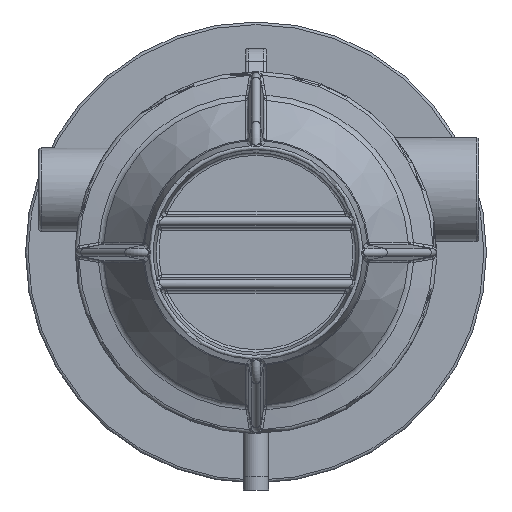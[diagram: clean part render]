
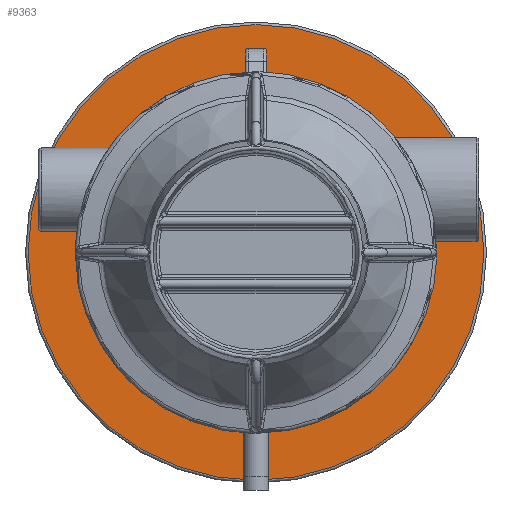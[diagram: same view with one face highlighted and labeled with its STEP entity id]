
A CAD part, front view. The second image highlights one B-rep face of the part: STEP entity #9363.
In plain terms, the highlighted planar face has unit normal (0, -1, 0).
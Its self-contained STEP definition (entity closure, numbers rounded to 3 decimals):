
#9363=ADVANCED_FACE('',(#11164,#11165),#10640,.T.);
#10640=PLANE('',#31681);
#11164=FACE_BOUND('',#12629,.T.);
#11165=FACE_BOUND('',#12630,.T.);
#12629=EDGE_LOOP('',(#18281));
#12630=EDGE_LOOP('',(#18282));
#18281=ORIENTED_EDGE('',*,*,#26823,.T.);
#18282=ORIENTED_EDGE('',*,*,#26824,.T.);
#23448=VERTEX_POINT('',#54905);
#23449=VERTEX_POINT('',#54907);
#26823=EDGE_CURVE('',#23448,#23448,#29225,.T.);
#26824=EDGE_CURVE('',#23449,#23449,#29226,.T.);
#29225=CIRCLE('',#31679,435.);
#29226=CIRCLE('',#31680,320.);
#31679=AXIS2_PLACEMENT_3D('',#54904,#37769,#37770);
#31680=AXIS2_PLACEMENT_3D('',#54906,#37771,#37772);
#31681=AXIS2_PLACEMENT_3D('',#54908,#37773,#37774);
#37769=DIRECTION('',(0.,-1.,0.));
#37770=DIRECTION('',(0.,0.,-1.));
#37771=DIRECTION('',(0.,1.,0.));
#37772=DIRECTION('',(0.,0.,-1.));
#37773=DIRECTION('',(0.,-1.,0.));
#37774=DIRECTION('',(0.,0.,-1.));
#54904=CARTESIAN_POINT('',(0.,-70.,0.));
#54905=CARTESIAN_POINT('',(0.,-70.,-435.));
#54906=CARTESIAN_POINT('',(0.,-70.,0.));
#54907=CARTESIAN_POINT('',(0.,-70.,-320.));
#54908=CARTESIAN_POINT('',(430.,-70.,0.));
